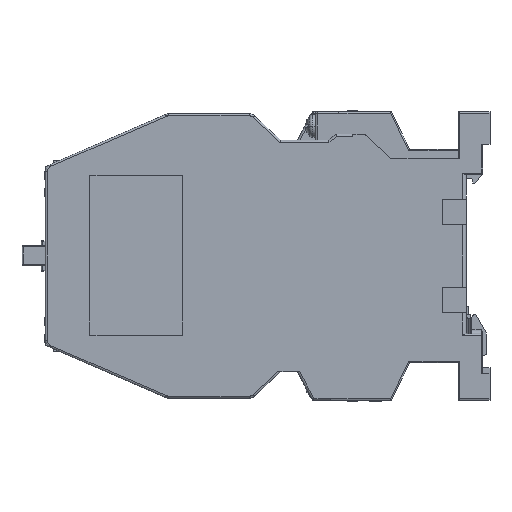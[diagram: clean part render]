
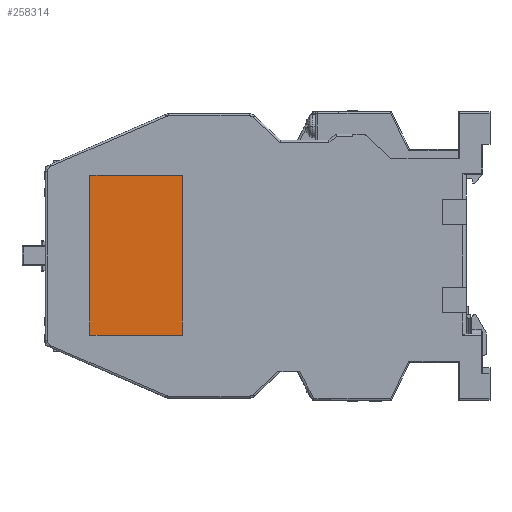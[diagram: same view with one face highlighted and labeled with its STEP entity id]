
A CAD part, left-side view. The second image highlights one B-rep face of the part: STEP entity #258314.
In plain terms, the highlighted planar face has unit normal (-1, 0, 0).
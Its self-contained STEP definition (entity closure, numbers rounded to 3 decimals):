
#96593=DIRECTION('',(0.,0.,1.));
#96594=VECTOR('',#96593,39.3);
#96595=CARTESIAN_POINT('',(0.1,75.71,-55.26));
#96596=LINE('',#96595,#96594);
#96597=DIRECTION('',(0.,-1.,0.));
#96598=VECTOR('',#96597,22.76);
#96599=CARTESIAN_POINT('',(0.1,98.47,-55.26));
#96600=LINE('',#96599,#96598);
#96601=DIRECTION('',(0.,0.,-1.));
#96602=VECTOR('',#96601,39.3);
#96603=CARTESIAN_POINT('',(0.1,98.47,-15.96));
#96604=LINE('',#96603,#96602);
#96605=DIRECTION('',(0.,1.,0.));
#96606=VECTOR('',#96605,22.76);
#96607=CARTESIAN_POINT('',(0.1,75.71,-15.96));
#96608=LINE('',#96607,#96606);
#103780=CARTESIAN_POINT('',(0.1,75.71,-55.26));
#103781=CARTESIAN_POINT('',(0.1,75.71,-15.96));
#103782=VERTEX_POINT('',#103780);
#103783=VERTEX_POINT('',#103781);
#103784=CARTESIAN_POINT('',(0.1,98.47,-15.96));
#103785=VERTEX_POINT('',#103784);
#103786=CARTESIAN_POINT('',(0.1,98.47,-55.26));
#103787=VERTEX_POINT('',#103786);
#258303=CARTESIAN_POINT('',(0.1,33.,-35.8));
#258304=DIRECTION('',(-1.,0.,0.));
#258305=DIRECTION('',(0.,1.,0.));
#258306=AXIS2_PLACEMENT_3D('',#258303,#258304,#258305);
#258307=PLANE('',#258306);
#258308=ORIENTED_EDGE('',*,*,#258227,.F.);
#258309=ORIENTED_EDGE('',*,*,#258249,.F.);
#258310=ORIENTED_EDGE('',*,*,#258270,.F.);
#258311=ORIENTED_EDGE('',*,*,#258290,.F.);
#258312=EDGE_LOOP('',(#258308,#258309,#258310,#258311));
#258313=FACE_OUTER_BOUND('',#258312,.F.);
#258314=ADVANCED_FACE('',(#258313),#258307,.T.);
#258227=EDGE_CURVE('',#103782,#103783,#96596,.T.);
#258249=EDGE_CURVE('',#103787,#103782,#96600,.T.);
#258270=EDGE_CURVE('',#103785,#103787,#96604,.T.);
#258290=EDGE_CURVE('',#103783,#103785,#96608,.T.);
